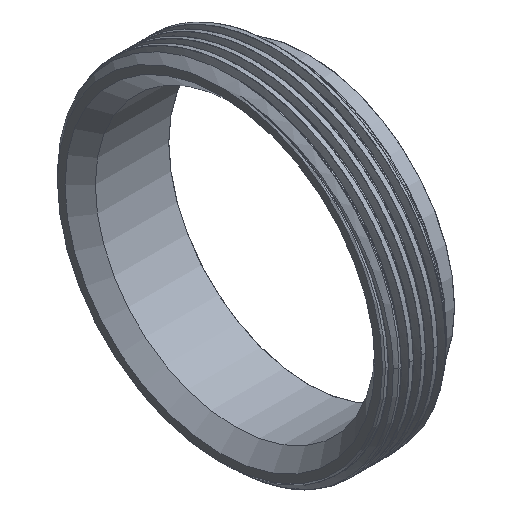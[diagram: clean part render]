
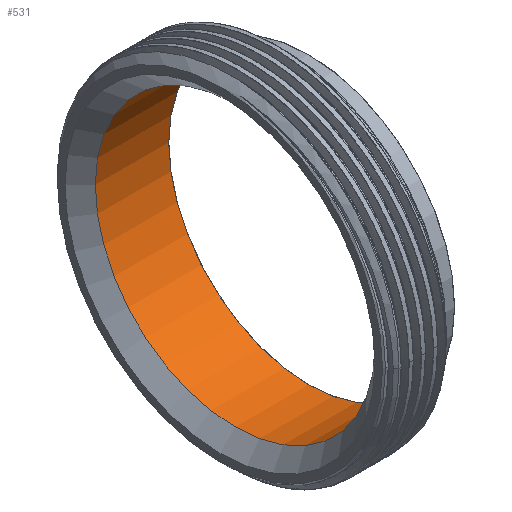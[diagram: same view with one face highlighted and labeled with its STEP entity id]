
A CAD part, isometric view. The second image highlights one B-rep face of the part: STEP entity #531.
In plain terms, the highlighted cylindrical face has radius 48.692 mm (diameter 97.384 mm), a full revolution.
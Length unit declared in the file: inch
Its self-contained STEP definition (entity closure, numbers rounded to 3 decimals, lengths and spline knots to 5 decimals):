
#41=CYLINDRICAL_SURFACE('',#600,1.917);
#60=FACE_OUTER_BOUND('',#93,.T.);
#93=EDGE_LOOP('',(#424,#425,#426,#427,#428));
#167=LINE('',#1851,#185);
#185=VECTOR('',#699,1.917);
#198=CIRCLE('',#594,1.917);
#199=CIRCLE('',#595,1.917);
#203=CIRCLE('',#601,1.917);
#252=VERTEX_POINT('',#1839);
#253=VERTEX_POINT('',#1840);
#256=VERTEX_POINT('',#1850);
#320=EDGE_CURVE('',#252,#253,#198,.T.);
#321=EDGE_CURVE('',#253,#252,#199,.T.);
#325=EDGE_CURVE('',#253,#256,#167,.T.);
#326=EDGE_CURVE('',#256,#256,#203,.T.);
#424=ORIENTED_EDGE('',*,*,#320,.F.);
#425=ORIENTED_EDGE('',*,*,#321,.F.);
#426=ORIENTED_EDGE('',*,*,#325,.T.);
#427=ORIENTED_EDGE('',*,*,#326,.F.);
#428=ORIENTED_EDGE('',*,*,#325,.F.);
#531=ADVANCED_FACE('',(#60),#41,.F.);
#594=AXIS2_PLACEMENT_3D('',#1841,#685,#686);
#595=AXIS2_PLACEMENT_3D('',#1842,#687,#688);
#600=AXIS2_PLACEMENT_3D('',#1849,#697,#698);
#601=AXIS2_PLACEMENT_3D('',#1852,#700,#701);
#685=DIRECTION('center_axis',(-1.,0.,0.));
#686=DIRECTION('ref_axis',(0.,-1.,0.));
#687=DIRECTION('center_axis',(-1.,0.,0.));
#688=DIRECTION('ref_axis',(0.,-1.,0.));
#697=DIRECTION('center_axis',(1.,0.,0.));
#698=DIRECTION('ref_axis',(0.,1.,0.));
#699=DIRECTION('',(-1.,0.,0.));
#700=DIRECTION('center_axis',(1.,0.,0.));
#701=DIRECTION('ref_axis',(0.,0.,-1.));
#1839=CARTESIAN_POINT('',(1.214,0.,1.917));
#1840=CARTESIAN_POINT('',(1.214,-1.917,0.));
#1841=CARTESIAN_POINT('Origin',(1.214,0.,0.));
#1842=CARTESIAN_POINT('Origin',(1.214,0.,0.));
#1849=CARTESIAN_POINT('Origin',(0.7135,0.,0.));
#1850=CARTESIAN_POINT('',(0.208,-1.917,0.));
#1851=CARTESIAN_POINT('',(0.7135,-1.917,0.));
#1852=CARTESIAN_POINT('Origin',(0.208,0.,0.));
